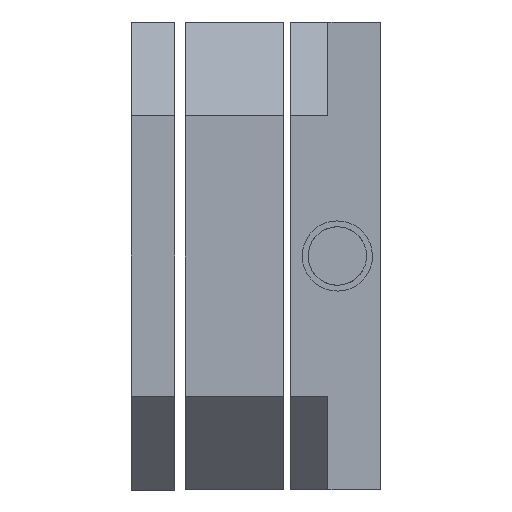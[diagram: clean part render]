
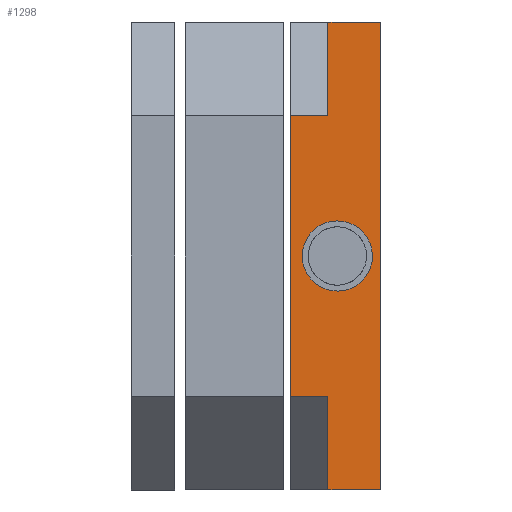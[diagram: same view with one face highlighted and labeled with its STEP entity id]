
A CAD part, front view. The second image highlights one B-rep face of the part: STEP entity #1298.
In plain terms, the highlighted planar face has unit normal (0, -1, 0).
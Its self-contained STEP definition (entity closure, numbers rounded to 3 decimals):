
#66 = AXIS2_PLACEMENT_3D ( 'NONE', #2582, #1280, #151 ) ;
#67 = CARTESIAN_POINT ( 'NONE',  ( -14.763, -35.19, -8.118 ) ) ;
#96 = EDGE_CURVE ( 'NONE', #676, #489, #1364, .T. ) ;
#114 = DIRECTION ( 'NONE',  ( 1., 0., 0. ) ) ;
#151 = DIRECTION ( 'NONE',  ( 0., 0., -1. ) ) ;
#162 = PLANE ( 'NONE',  #66 ) ;
#306 = VECTOR ( 'NONE', #1067, 1000. ) ;
#322 = ORIENTED_EDGE ( 'NONE', *, *, #1679, .T. ) ;
#336 = VERTEX_POINT ( 'NONE', #2399 ) ;
#391 = DIRECTION ( 'NONE',  ( -1., 0., 0. ) ) ;
#442 = ORIENTED_EDGE ( 'NONE', *, *, #1465, .F. ) ;
#446 = VECTOR ( 'NONE', #1023, 1000. ) ;
#469 = EDGE_CURVE ( 'NONE', #2470, #2010, #2870, .T. ) ;
#487 = FACE_BOUND ( 'NONE', #1714, .T. ) ;
#489 = VERTEX_POINT ( 'NONE', #916 ) ;
#572 = EDGE_CURVE ( 'NONE', #2151, #656, #988, .T. ) ;
#633 = VECTOR ( 'NONE', #391, 1000. ) ;
#656 = VERTEX_POINT ( 'NONE', #1199 ) ;
#676 = VERTEX_POINT ( 'NONE', #2321 ) ;
#725 = CARTESIAN_POINT ( 'NONE',  ( -14.763, -35.19, -40.118 ) ) ;
#756 = CARTESIAN_POINT ( 'NONE',  ( -11.563, -35.19, -16.118 ) ) ;
#765 = CARTESIAN_POINT ( 'NONE',  ( -10.763, -35.19, -28.118 ) ) ;
#790 = FACE_OUTER_BOUND ( 'NONE', #2600, .T. ) ;
#798 = DIRECTION ( 'NONE',  ( 0., 0., 1. ) ) ;
#809 = VECTOR ( 'NONE', #2233, 1000. ) ;
#862 = VECTOR ( 'NONE', #1553, 1000. ) ;
#908 = EDGE_CURVE ( 'NONE', #2264, #336, #1690, .T. ) ;
#916 = CARTESIAN_POINT ( 'NONE',  ( -10.763, -35.19, -25.618 ) ) ;
#935 = CARTESIAN_POINT ( 'NONE',  ( -11.563, -35.19, -16.118 ) ) ;
#988 = LINE ( 'NONE', #2037, #1334 ) ;
#1023 = DIRECTION ( 'NONE',  ( -1., 0., 0. ) ) ;
#1024 = CARTESIAN_POINT ( 'NONE',  ( -14.763, -35.19, -16.118 ) ) ;
#1067 = DIRECTION ( 'NONE',  ( 0., 0., 1. ) ) ;
#1132 = ORIENTED_EDGE ( 'NONE', *, *, #1776, .F. ) ;
#1199 = CARTESIAN_POINT ( 'NONE',  ( -7.063, -35.19, -8.118 ) ) ;
#1229 = DIRECTION ( 'NONE',  ( 0., -1., 0. ) ) ;
#1238 = DIRECTION ( 'NONE',  ( 0., -1., 0. ) ) ;
#1243 = ORIENTED_EDGE ( 'NONE', *, *, #2487, .T. ) ;
#1280 = DIRECTION ( 'NONE',  ( 0., 1., 0. ) ) ;
#1298 = ADVANCED_FACE ( 'NONE', ( #487, #790 ), #162, .F. ) ;
#1315 = CIRCLE ( 'NONE', #2572, 2.5 ) ;
#1321 = VECTOR ( 'NONE', #2052, 1000. ) ;
#1334 = VECTOR ( 'NONE', #2744, 1000. ) ;
#1364 = CIRCLE ( 'NONE', #2492, 2.5 ) ;
#1383 = LINE ( 'NONE', #2569, #1581 ) ;
#1403 = ORIENTED_EDGE ( 'NONE', *, *, #572, .T. ) ;
#1408 = ORIENTED_EDGE ( 'NONE', *, *, #2558, .F. ) ;
#1465 = EDGE_CURVE ( 'NONE', #2010, #656, #2098, .T. ) ;
#1482 = ORIENTED_EDGE ( 'NONE', *, *, #908, .F. ) ;
#1553 = DIRECTION ( 'NONE',  ( 0., 0., 1. ) ) ;
#1581 = VECTOR ( 'NONE', #114, 1000. ) ;
#1657 = DIRECTION ( 'NONE',  ( 0., 0., 1. ) ) ;
#1660 = CARTESIAN_POINT ( 'NONE',  ( -7.063, -35.19, -48.118 ) ) ;
#1679 = EDGE_CURVE ( 'NONE', #2264, #2151, #1383, .T. ) ;
#1690 = LINE ( 'NONE', #2873, #862 ) ;
#1704 = CARTESIAN_POINT ( 'NONE',  ( -11.563, -35.19, -40.118 ) ) ;
#1714 = EDGE_LOOP ( 'NONE', ( #1408, #1747 ) ) ;
#1747 = ORIENTED_EDGE ( 'NONE', *, *, #96, .F. ) ;
#1776 = EDGE_CURVE ( 'NONE', #336, #2029, #1814, .T. ) ;
#1814 = LINE ( 'NONE', #1704, #633 ) ;
#1860 = CARTESIAN_POINT ( 'NONE',  ( -10.763, -35.19, -28.118 ) ) ;
#2010 = VERTEX_POINT ( 'NONE', #2229 ) ;
#2017 = CARTESIAN_POINT ( 'NONE',  ( -11.563, -35.19, -16.118 ) ) ;
#2029 = VERTEX_POINT ( 'NONE', #725 ) ;
#2037 = CARTESIAN_POINT ( 'NONE',  ( -7.063, -35.19, -48.118 ) ) ;
#2052 = DIRECTION ( 'NONE',  ( 1., 0., 0. ) ) ;
#2098 = LINE ( 'NONE', #67, #1321 ) ;
#2127 = CARTESIAN_POINT ( 'NONE',  ( -11.563, -35.19, -48.118 ) ) ;
#2151 = VERTEX_POINT ( 'NONE', #1660 ) ;
#2229 = CARTESIAN_POINT ( 'NONE',  ( -11.563, -35.19, -8.118 ) ) ;
#2233 = DIRECTION ( 'NONE',  ( 0., 0., 1. ) ) ;
#2264 = VERTEX_POINT ( 'NONE', #2127 ) ;
#2308 = VERTEX_POINT ( 'NONE', #1024 ) ;
#2321 = CARTESIAN_POINT ( 'NONE',  ( -10.763, -35.19, -30.618 ) ) ;
#2399 = CARTESIAN_POINT ( 'NONE',  ( -11.563, -35.19, -40.118 ) ) ;
#2470 = VERTEX_POINT ( 'NONE', #935 ) ;
#2487 = EDGE_CURVE ( 'NONE', #2470, #2308, #2780, .T. ) ;
#2492 = AXIS2_PLACEMENT_3D ( 'NONE', #1860, #1238, #798 ) ;
#2558 = EDGE_CURVE ( 'NONE', #489, #676, #1315, .T. ) ;
#2569 = CARTESIAN_POINT ( 'NONE',  ( -14.763, -35.19, -48.118 ) ) ;
#2572 = AXIS2_PLACEMENT_3D ( 'NONE', #765, #1229, #1657 ) ;
#2574 = CARTESIAN_POINT ( 'NONE',  ( -14.763, -35.19, -48.118 ) ) ;
#2582 = CARTESIAN_POINT ( 'NONE',  ( -14.763, -35.19, -48.118 ) ) ;
#2600 = EDGE_LOOP ( 'NONE', ( #2782, #1243, #2798, #1132, #1482, #322, #1403, #442 ) ) ;
#2602 = LINE ( 'NONE', #2574, #306 ) ;
#2647 = EDGE_CURVE ( 'NONE', #2029, #2308, #2602, .T. ) ;
#2744 = DIRECTION ( 'NONE',  ( 0., 0., 1. ) ) ;
#2780 = LINE ( 'NONE', #756, #446 ) ;
#2782 = ORIENTED_EDGE ( 'NONE', *, *, #469, .F. ) ;
#2798 = ORIENTED_EDGE ( 'NONE', *, *, #2647, .F. ) ;
#2870 = LINE ( 'NONE', #2017, #809 ) ;
#2873 = CARTESIAN_POINT ( 'NONE',  ( -11.563, -35.19, -40.118 ) ) ;
